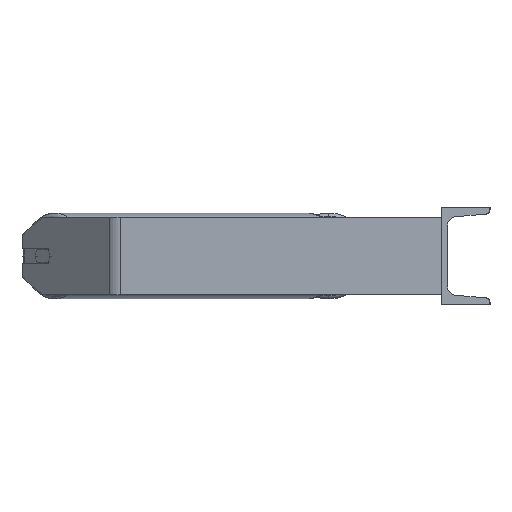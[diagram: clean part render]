
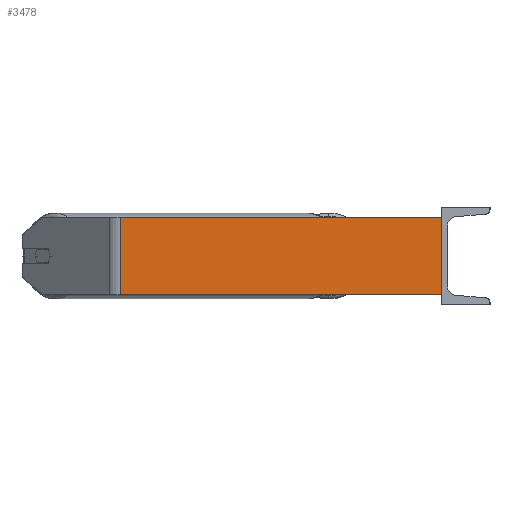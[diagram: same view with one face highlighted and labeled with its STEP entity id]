
A CAD part, left-side view. The second image highlights one B-rep face of the part: STEP entity #3478.
In plain terms, the highlighted planar face has unit normal (-1, 0, 0).
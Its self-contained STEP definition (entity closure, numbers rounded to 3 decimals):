
#268 = VERTEX_POINT ( 'NONE', #1202 ) ;
#1092 = LINE ( 'NONE', #3180, #6146 ) ;
#1202 = CARTESIAN_POINT ( 'NONE',  ( -585., 0., -40. ) ) ;
#1256 = FACE_OUTER_BOUND ( 'NONE', #3934, .T. ) ;
#1574 = CARTESIAN_POINT ( 'NONE',  ( -585., 0., 40. ) ) ;
#1826 = ORIENTED_EDGE ( 'NONE', *, *, #8702, .F. ) ;
#1979 = DIRECTION ( 'NONE',  ( 0., 0., -1. ) ) ;
#2172 = VERTEX_POINT ( 'NONE', #8666 ) ;
#2276 = CARTESIAN_POINT ( 'NONE',  ( -585., 339.07, 40. ) ) ;
#3023 = ORIENTED_EDGE ( 'NONE', *, *, #8767, .T. ) ;
#3180 = CARTESIAN_POINT ( 'NONE',  ( -585., 332.443, 40. ) ) ;
#3478 = ADVANCED_FACE ( 'NONE', ( #1256 ), #4015, .F. ) ;
#3479 = CARTESIAN_POINT ( 'NONE',  ( -585., 339.07, 40. ) ) ;
#3586 = VERTEX_POINT ( 'NONE', #4261 ) ;
#3934 = EDGE_LOOP ( 'NONE', ( #3023, #4947, #1826, #5053 ) ) ;
#4015 = PLANE ( 'NONE',  #8925 ) ;
#4053 = CARTESIAN_POINT ( 'NONE',  ( -585., 0., 40. ) ) ;
#4261 = CARTESIAN_POINT ( 'NONE',  ( -585., 332.443, -40. ) ) ;
#4446 = DIRECTION ( 'NONE',  ( 0., 0., -1. ) ) ;
#4580 = VECTOR ( 'NONE', #8453, 1000. ) ;
#4598 = LINE ( 'NONE', #6494, #7598 ) ;
#4947 = ORIENTED_EDGE ( 'NONE', *, *, #8221, .F. ) ;
#5053 = ORIENTED_EDGE ( 'NONE', *, *, #7175, .T. ) ;
#6109 = LINE ( 'NONE', #4053, #6439 ) ;
#6146 = VECTOR ( 'NONE', #4446, 1000. ) ;
#6271 = LINE ( 'NONE', #2276, #4580 ) ;
#6439 = VECTOR ( 'NONE', #1979, 1000. ) ;
#6494 = CARTESIAN_POINT ( 'NONE',  ( -585., 339.07, -40. ) ) ;
#6500 = DIRECTION ( 'NONE',  ( 0., 1., 0. ) ) ;
#7175 = EDGE_CURVE ( 'NONE', #2172, #3586, #1092, .T. ) ;
#7353 = DIRECTION ( 'NONE',  ( 0., -1., 0. ) ) ;
#7531 = VERTEX_POINT ( 'NONE', #1574 ) ;
#7598 = VECTOR ( 'NONE', #7353, 1000. ) ;
#7867 = DIRECTION ( 'NONE',  ( 1., 0., 0. ) ) ;
#8221 = EDGE_CURVE ( 'NONE', #7531, #268, #6109, .T. ) ;
#8453 = DIRECTION ( 'NONE',  ( 0., -1., 0. ) ) ;
#8666 = CARTESIAN_POINT ( 'NONE',  ( -585., 332.443, 40. ) ) ;
#8702 = EDGE_CURVE ( 'NONE', #2172, #7531, #6271, .T. ) ;
#8767 = EDGE_CURVE ( 'NONE', #3586, #268, #4598, .T. ) ;
#8925 = AXIS2_PLACEMENT_3D ( 'NONE', #3479, #7867, #6500 ) ;
